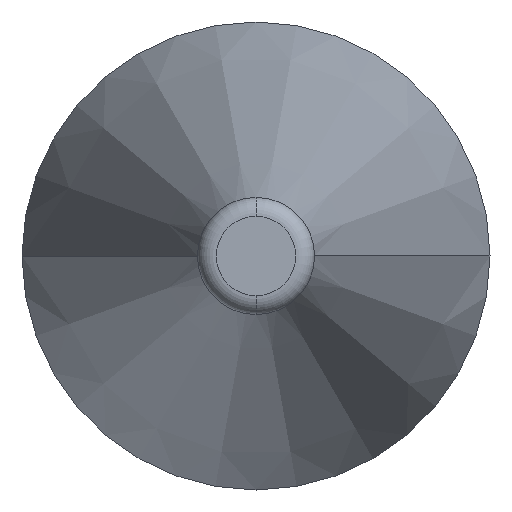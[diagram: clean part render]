
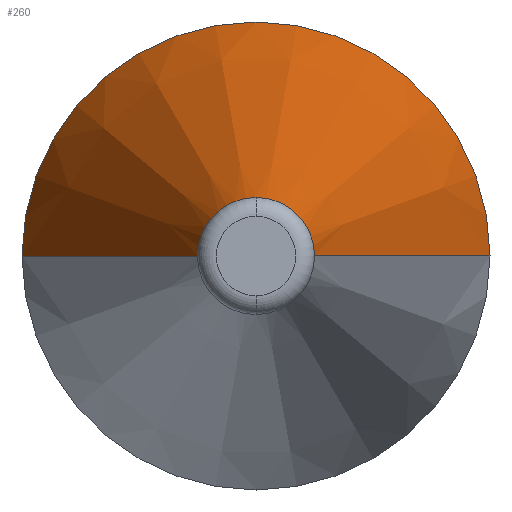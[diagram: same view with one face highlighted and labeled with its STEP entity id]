
A CAD part, front view. The second image highlights one B-rep face of the part: STEP entity #260.
In plain terms, the highlighted conical face has half-angle 15 degrees and reference radius 0.794 mm.
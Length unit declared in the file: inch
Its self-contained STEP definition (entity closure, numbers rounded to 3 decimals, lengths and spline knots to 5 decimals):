
#4 = DIRECTION ( 'NONE',  ( -1., 0., 0. ) ) ;
#6 = DIRECTION ( 'NONE',  ( 0., 1., 0. ) ) ;
#17 = CARTESIAN_POINT ( 'NONE',  ( -0.125, 0.66238, 0. ) ) ;
#25 = ORIENTED_EDGE ( 'NONE', *, *, #229, .F. ) ;
#33 = CARTESIAN_POINT ( 'NONE',  ( -0.03125, 0.3125, 0. ) ) ;
#38 = VECTOR ( 'NONE', #90, 39.37008 ) ;
#56 = VERTEX_POINT ( 'NONE', #85 ) ;
#60 = DIRECTION ( 'NONE',  ( 0., 1., 0. ) ) ;
#63 = CARTESIAN_POINT ( 'NONE',  ( 0., 0.3125, 0. ) ) ;
#66 = VECTOR ( 'NONE', #311, 39.37008 ) ;
#77 = VERTEX_POINT ( 'NONE', #124 ) ;
#85 = CARTESIAN_POINT ( 'NONE',  ( 0.03125, 0.3125, 0. ) ) ;
#90 = DIRECTION ( 'NONE',  ( 0.259, 0.966, 0. ) ) ;
#92 = FACE_OUTER_BOUND ( 'NONE', #244, .T. ) ;
#124 = CARTESIAN_POINT ( 'NONE',  ( -0.03125, 0.3125, 0. ) ) ;
#128 = AXIS2_PLACEMENT_3D ( 'NONE', #63, #170, #4 ) ;
#135 = CIRCLE ( 'NONE', #234, 0.03125 ) ;
#152 = CIRCLE ( 'NONE', #385, 0.03125 ) ;
#158 = CARTESIAN_POINT ( 'NONE',  ( 0.03125, 0.3125, 0. ) ) ;
#170 = DIRECTION ( 'NONE',  ( 0., 1., 0. ) ) ;
#189 = LINE ( 'NONE', #33, #66 ) ;
#213 = CARTESIAN_POINT ( 'NONE',  ( 0.125, 0.66238, 0. ) ) ;
#214 = EDGE_CURVE ( 'NONE', #56, #230, #218, .T. ) ;
#218 = LINE ( 'NONE', #158, #38 ) ;
#220 = CARTESIAN_POINT ( 'NONE',  ( 0., 0.3125, 0. ) ) ;
#225 = EDGE_CURVE ( 'NONE', #77, #270, #152, .T. ) ;
#229 = EDGE_CURVE ( 'NONE', #77, #322, #189, .T. ) ;
#230 = VERTEX_POINT ( 'NONE', #213 ) ;
#231 = EDGE_CURVE ( 'NONE', #322, #230, #265, .T. ) ;
#234 = AXIS2_PLACEMENT_3D ( 'NONE', #302, #6, #306 ) ;
#244 = EDGE_LOOP ( 'NONE', ( #286, #384, #354, #25, #371 ) ) ;
#260 = ADVANCED_FACE ( 'NONE', ( #92 ), #344, .T. ) ;
#265 = CIRCLE ( 'NONE', #339, 0.125 ) ;
#270 = VERTEX_POINT ( 'NONE', #341 ) ;
#277 = CARTESIAN_POINT ( 'NONE',  ( 0., 0.66238, 0. ) ) ;
#281 = DIRECTION ( 'NONE',  ( 0., 1., 0. ) ) ;
#286 = ORIENTED_EDGE ( 'NONE', *, *, #366, .T. ) ;
#302 = CARTESIAN_POINT ( 'NONE',  ( 0., 0.3125, 0. ) ) ;
#306 = DIRECTION ( 'NONE',  ( -1., 0., 0. ) ) ;
#311 = DIRECTION ( 'NONE',  ( -0.259, 0.966, 0. ) ) ;
#322 = VERTEX_POINT ( 'NONE', #17 ) ;
#337 = DIRECTION ( 'NONE',  ( -1., 0., 0. ) ) ;
#339 = AXIS2_PLACEMENT_3D ( 'NONE', #277, #281, #393 ) ;
#341 = CARTESIAN_POINT ( 'NONE',  ( 0., 0.3125, 0.03125 ) ) ;
#344 = CONICAL_SURFACE ( 'NONE', #128, 0.03125, 0.262 ) ;
#354 = ORIENTED_EDGE ( 'NONE', *, *, #231, .F. ) ;
#366 = EDGE_CURVE ( 'NONE', #270, #56, #135, .T. ) ;
#371 = ORIENTED_EDGE ( 'NONE', *, *, #225, .T. ) ;
#384 = ORIENTED_EDGE ( 'NONE', *, *, #214, .T. ) ;
#385 = AXIS2_PLACEMENT_3D ( 'NONE', #220, #60, #337 ) ;
#393 = DIRECTION ( 'NONE',  ( -1., 0., 0. ) ) ;
